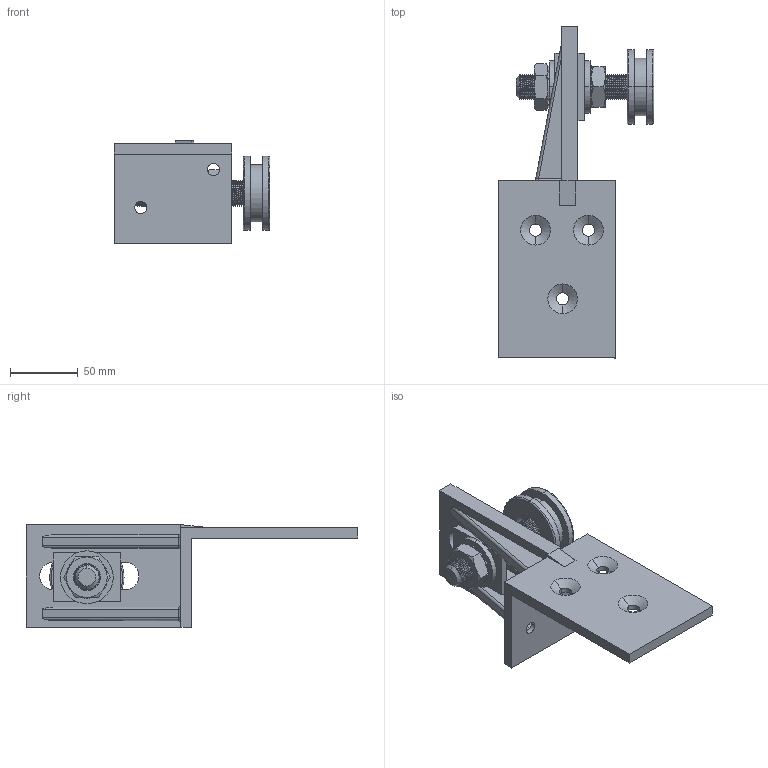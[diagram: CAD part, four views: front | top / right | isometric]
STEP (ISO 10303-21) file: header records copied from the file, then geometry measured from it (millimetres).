
FILE_DESCRIPTION (( 'STEP AP214' ), '1' );
FILE_NAME ('5479-Large Hanging Roller Assembly Grey RH 55mm.STEP', '2025-10-02T02:30:29', ( '' ), ( '' ), 'SwSTEP 2.0', 'SolidWorks 2025', '' );
FILE_SCHEMA (( 'AUTOMOTIVE_DESIGN' ));
Length unit declared in the file: millimetre
Products named in the file (12): 6202-2RS Bearing; basic internal retaining ring_am_B27.7M - 3BM1-34; Guide wheel; flat washer narrow_am_B18.22M - Plain washer, 20 mm, narrow; hex nut style 3_am_B18.2.4.2M - Hex nut, Style 2,  M20 x 2.5 --D-N; Part1; 5479-Large Hanging Roller Assembly Grey RH 55mm; external tooth lock washer_am_B18.21.2M-External Tooth Lock Washers_AM20; Roller complete; 19mm axle; heavy duty external retaining ring_am_B27.8M - 3DM1-16
Assembly tree (15 placements, depth 3):
  5479-Large Hanging Roller Assembly Grey RH 55mm
    5479-Large Hanging Roller Assembly Grey RH 55mm
    Part1  x2
    Roller complete
      19mm axle
      6202-2RS Bearing
      Guide wheel
      heavy duty external retaining ring_am_B27.8M - 3DM1-16
      basic internal retaining ring_am_B27.7M - 3BM1-34
      hex nut style 3_am_B18.2.4.2M - Hex nut, Style 2,  M20 x 2.5 --D-N  x2
      external tooth lock washer_am_B18.21.2M-External Tooth Lock Washers_AM20  x2
      flat washer narrow_am_B18.22M - Plain washer, 20 mm, narrow  x2
Bounding box: 115.2 x 245.5 x 76.01 mm (x, y, z)
Volume: 324432.4 mm3; surface area: 105979.8 mm2
Topology: 14 solids, 14 shells, 473 faces, 1230 edges, 797 vertices
Faces by surface type: cylinder 273, plane 137, cone 44, torus 12, bspline 7
Entity records: 19430 total; most frequent: CARTESIAN_POINT 10228, ORIENTED_EDGE 1974, DIRECTION 1781, EDGE_CURVE 987, AXIS2_PLACEMENT_3D 678, VERTEX_POINT 641, VECTOR 425, LINE 425
